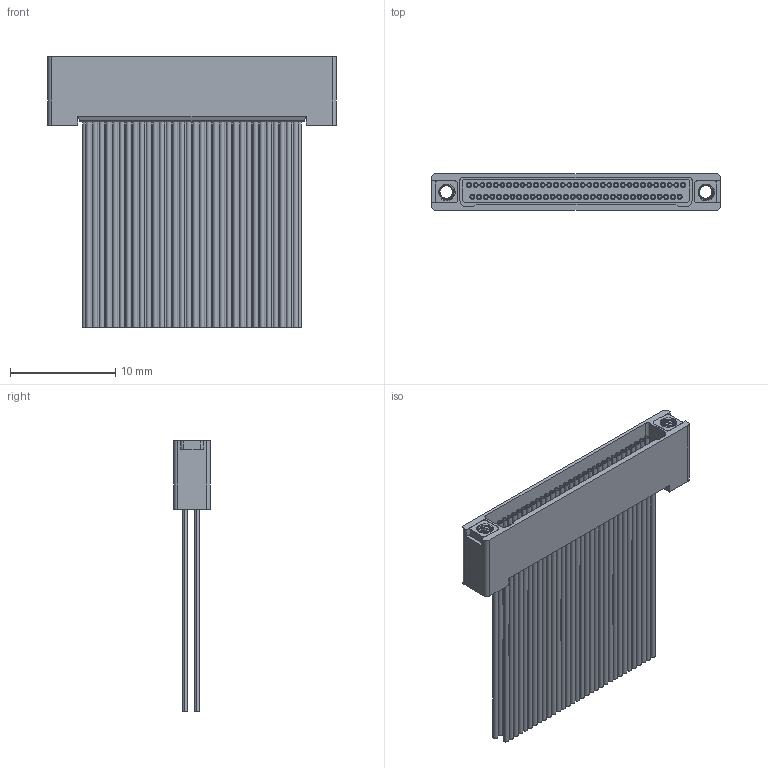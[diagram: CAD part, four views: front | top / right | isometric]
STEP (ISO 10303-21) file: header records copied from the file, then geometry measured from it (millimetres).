
FILE_DESCRIPTION((''),'2;1');
FILE_NAME('FWND0-S0650310-001','2024-11-05T',('gongcheng6'),(''),'PRO/ENGINEER BY PARAMETRIC TECHNOLOGY CORPORATION, 2010280','PRO/ENGINEER BY PARAMETRIC TECHNOLOGY CORPORATION, 2010280','');
FILE_SCHEMA(('CONFIG_CONTROL_DESIGN'));
Products named in the file (1): FWND0-S0650310-001
Bounding box: 27.41 x 3.48 x 25.7 mm (x, y, z)
Volume: 644.2 mm3; surface area: 3141.8 mm2
Topology: 1 solids, 1 shells, 847 faces, 1945 edges, 1268 vertices
Faces by surface type: cylinder 541, plane 247, bspline 37, cone 14, torus 8
Entity records: 42676 total; most frequent: CARTESIAN_POINT 22932, DIRECTION 4378, ORIENTED_EDGE 3890, EDGE_CURVE 1945, AXIS2_PLACEMENT_3D 1838, VERTEX_POINT 1268, CIRCLE 1028, EDGE_LOOP 1019
